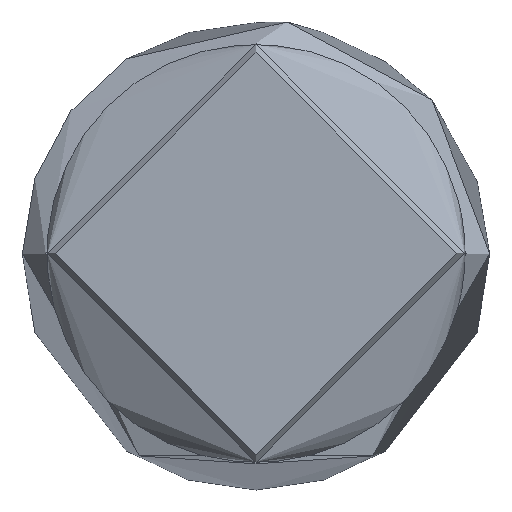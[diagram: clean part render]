
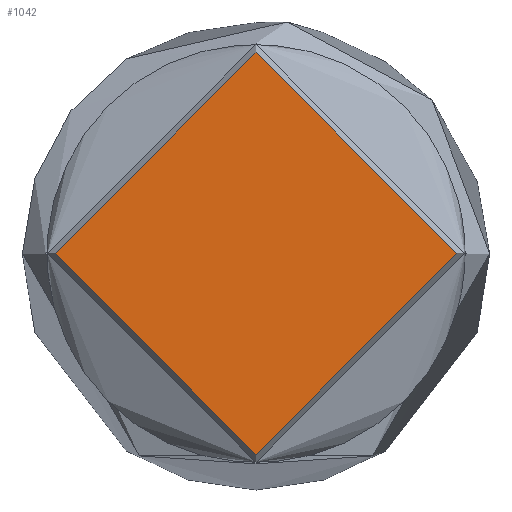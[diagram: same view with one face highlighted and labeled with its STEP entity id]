
A CAD part, top view. The second image highlights one B-rep face of the part: STEP entity #1042.
In plain terms, the highlighted planar face has unit normal (0, 0, 1).
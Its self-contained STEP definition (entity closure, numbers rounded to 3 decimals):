
#159=PLANE('',#1140);
#252=FACE_OUTER_BOUND('',#317,.T.);
#317=EDGE_LOOP('',(#760));
#394=CIRCLE('',#1139,5.156);
#461=VERTEX_POINT('',#1645);
#584=EDGE_CURVE('',#461,#461,#394,.T.);
#760=ORIENTED_EDGE('',*,*,#584,.T.);
#1042=ADVANCED_FACE('',(#252),#159,.T.);
#1139=AXIS2_PLACEMENT_3D('',#1646,#1291,#1292);
#1140=AXIS2_PLACEMENT_3D('',#1647,#1293,#1294);
#1291=DIRECTION('center_axis',(0.,0.,1.));
#1292=DIRECTION('ref_axis',(-1.,0.,0.));
#1293=DIRECTION('center_axis',(0.,0.,1.));
#1294=DIRECTION('ref_axis',(-1.,0.,0.));
#1645=CARTESIAN_POINT('',(5.156,0.,53.5));
#1646=CARTESIAN_POINT('Origin',(0.,0.,53.5));
#1647=CARTESIAN_POINT('Origin',(0.,0.,53.5));
